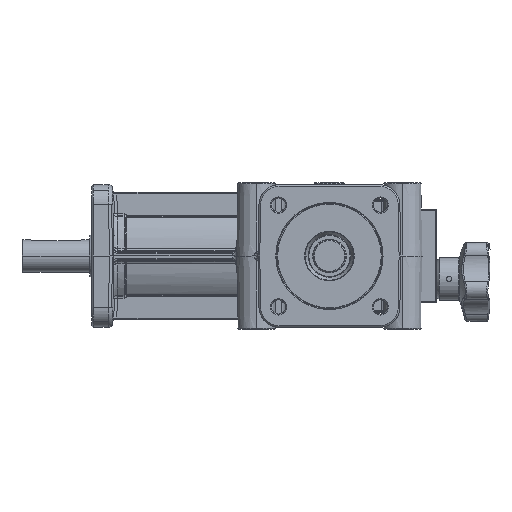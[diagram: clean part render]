
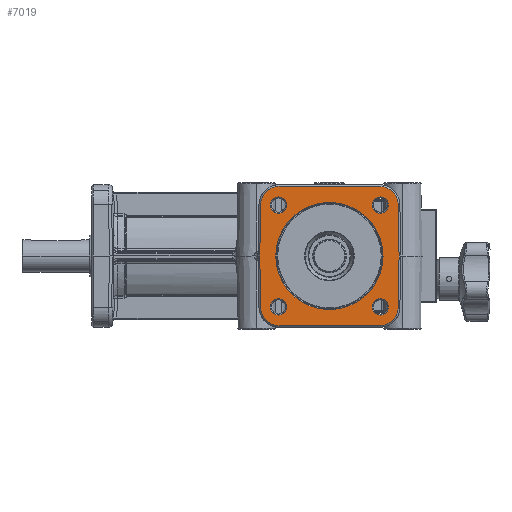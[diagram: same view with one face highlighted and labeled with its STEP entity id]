
A CAD part, left-side view. The second image highlights one B-rep face of the part: STEP entity #7019.
In plain terms, the highlighted planar face has unit normal (-1, 0, 0).
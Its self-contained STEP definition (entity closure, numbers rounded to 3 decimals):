
#7019=ADVANCED_FACE('',(#15897,#15898,#15899,#15900,#15901,#15902),#15903,.T.);
#15897=FACE_OUTER_BOUND('',#66049,.T.);
#15898=FACE_BOUND('',#66050,.T.);
#15899=FACE_BOUND('',#66051,.T.);
#15900=FACE_BOUND('',#66052,.T.);
#15901=FACE_BOUND('',#66053,.T.);
#15902=FACE_BOUND('',#66054,.T.);
#15903=PLANE('',#66055);
#66049=EDGE_LOOP('',(#182680,#182681,#182682,#182683,#182684,#182685,#182686,#182687,#182688,#182689,#182690,#182691,#182692,#182693));
#66050=EDGE_LOOP('',(#182694,#182695));
#66051=EDGE_LOOP('',(#182696,#182697));
#66052=EDGE_LOOP('',(#182698,#182699));
#66053=EDGE_LOOP('',(#182700,#182701));
#66054=EDGE_LOOP('',(#182702,#182703));
#66055=AXIS2_PLACEMENT_3D('',#182704,#182705,#182706);
#182680=ORIENTED_EDGE('',*,*,#202302,.F.);
#182681=ORIENTED_EDGE('',*,*,#202993,.F.);
#182682=ORIENTED_EDGE('',*,*,#198761,.F.);
#182683=ORIENTED_EDGE('',*,*,#202998,.F.);
#182684=ORIENTED_EDGE('',*,*,#203000,.F.);
#182685=ORIENTED_EDGE('',*,*,#198757,.F.);
#182686=ORIENTED_EDGE('',*,*,#203005,.F.);
#182687=ORIENTED_EDGE('',*,*,#203009,.F.);
#182688=ORIENTED_EDGE('',*,*,#202297,.F.);
#182689=ORIENTED_EDGE('',*,*,#199057,.F.);
#182690=ORIENTED_EDGE('',*,*,#202294,.F.);
#182691=ORIENTED_EDGE('',*,*,#202292,.F.);
#182692=ORIENTED_EDGE('',*,*,#199062,.F.);
#182693=ORIENTED_EDGE('',*,*,#202289,.F.);
#182694=ORIENTED_EDGE('',*,*,#203027,.F.);
#182695=ORIENTED_EDGE('',*,*,#198362,.F.);
#182696=ORIENTED_EDGE('',*,*,#203028,.F.);
#182697=ORIENTED_EDGE('',*,*,#198395,.F.);
#182698=ORIENTED_EDGE('',*,*,#202286,.F.);
#182699=ORIENTED_EDGE('',*,*,#199067,.F.);
#182700=ORIENTED_EDGE('',*,*,#202283,.F.);
#182701=ORIENTED_EDGE('',*,*,#199071,.F.);
#182702=ORIENTED_EDGE('',*,*,#202280,.F.);
#182703=ORIENTED_EDGE('',*,*,#199075,.F.);
#182704=CARTESIAN_POINT('',(-75.0,18.5,0.0));
#182705=DIRECTION('',(-1.0,0.0,0.0));
#182706=DIRECTION('',(0.0,0.0,1.0));
#198362=EDGE_CURVE('',#212050,#212052,#212053,.T.);
#198395=EDGE_CURVE('',#212106,#212108,#212109,.T.);
#198757=EDGE_CURVE('',#212728,#212730,#212731,.T.);
#198761=EDGE_CURVE('',#212734,#212736,#212737,.T.);
#199057=EDGE_CURVE('',#213245,#213248,#213249,.T.);
#199062=EDGE_CURVE('',#213254,#213257,#213258,.T.);
#199067=EDGE_CURVE('',#213263,#213265,#213266,.T.);
#199071=EDGE_CURVE('',#213269,#213271,#213272,.T.);
#199075=EDGE_CURVE('',#213275,#213278,#213279,.T.);
#202280=EDGE_CURVE('',#213278,#213275,#217784,.T.);
#202283=EDGE_CURVE('',#213271,#213269,#217787,.T.);
#202286=EDGE_CURVE('',#213265,#213263,#217790,.T.);
#202289=EDGE_CURVE('',#217792,#213254,#217794,.T.);
#202292=EDGE_CURVE('',#213257,#217796,#217798,.T.);
#202294=EDGE_CURVE('',#217796,#213245,#217800,.T.);
#202297=EDGE_CURVE('',#213248,#217804,#217805,.T.);
#202302=EDGE_CURVE('',#217810,#217792,#217812,.T.);
#202993=EDGE_CURVE('',#212736,#217810,#218683,.T.);
#202998=EDGE_CURVE('',#218688,#212734,#218690,.T.);
#203000=EDGE_CURVE('',#212730,#218688,#218692,.T.);
#203005=EDGE_CURVE('',#218697,#212728,#218699,.T.);
#203009=EDGE_CURVE('',#217804,#218697,#218703,.T.);
#203027=EDGE_CURVE('',#212052,#212050,#218725,.T.);
#203028=EDGE_CURVE('',#212108,#212106,#218726,.T.);
#212050=VERTEX_POINT('',#233391);
#212052=VERTEX_POINT('',#233394);
#212053=CIRCLE('',#233395,4.765);
#212106=VERTEX_POINT('',#233527);
#212108=VERTEX_POINT('',#233530);
#212109=CIRCLE('',#233531,4.765);
#212728=VERTEX_POINT('',#234662);
#212730=VERTEX_POINT('',#234665);
#212731=CIRCLE('',#234666,11.0);
#212734=VERTEX_POINT('',#234670);
#212736=VERTEX_POINT('',#234673);
#212737=CIRCLE('',#234674,11.0);
#213245=VERTEX_POINT('',#236231);
#213248=VERTEX_POINT('',#236235);
#213249=CIRCLE('',#236236,11.0);
#213254=VERTEX_POINT('',#236242);
#213257=VERTEX_POINT('',#236246);
#213258=CIRCLE('',#236247,11.0);
#213263=VERTEX_POINT('',#236253);
#213265=VERTEX_POINT('',#236256);
#213266=CIRCLE('',#236257,4.765);
#213269=VERTEX_POINT('',#236261);
#213271=VERTEX_POINT('',#236264);
#213272=CIRCLE('',#236265,4.765);
#213275=VERTEX_POINT('',#236269);
#213278=VERTEX_POINT('',#236273);
#213279=CIRCLE('',#236274,31.577);
#217784=CIRCLE('',#248492,31.577);
#217787=CIRCLE('',#248495,4.765);
#217790=CIRCLE('',#248498,4.765);
#217792=VERTEX_POINT('',#248500);
#217794=CIRCLE('',#248503,11.0);
#217796=VERTEX_POINT('',#248505);
#217798=LINE('',#248508,#248509);
#217800=CIRCLE('',#248511,11.0);
#217804=VERTEX_POINT('',#248516);
#217805=LINE('',#248517,#248518);
#217810=VERTEX_POINT('',#248525);
#217812=LINE('',#248528,#248529);
#218683=LINE('',#251691,#251692);
#218688=VERTEX_POINT('',#251698);
#218690=CIRCLE('',#251701,11.0);
#218692=LINE('',#251703,#251704);
#218697=VERTEX_POINT('',#251710);
#218699=CIRCLE('',#251713,11.0);
#218703=LINE('',#251718,#251719);
#218725=CIRCLE('',#251819,4.765);
#218726=CIRCLE('',#251820,4.765);
#233391=CARTESIAN_POINT('',(-75.0,25.235,30.0));
#233394=CARTESIAN_POINT('',(-75.0,34.765,30.0));
#233395=AXIS2_PLACEMENT_3D('',#281079,#281080,#281081);
#233527=CARTESIAN_POINT('',(-75.0,-34.765,30.0));
#233530=CARTESIAN_POINT('',(-75.0,-25.235,30.0));
#233531=AXIS2_PLACEMENT_3D('',#281118,#281119,#281120);
#234662=CARTESIAN_POINT('',(-75.0,37.185,37.846));
#234665=CARTESIAN_POINT('',(-75.0,29.475,41.0));
#234666=AXIS2_PLACEMENT_3D('',#281659,#281660,#281661);
#234670=CARTESIAN_POINT('',(-75.0,-37.185,37.846));
#234673=CARTESIAN_POINT('',(-75.0,-40.473,30.192));
#234674=AXIS2_PLACEMENT_3D('',#281664,#281665,#281666);
#236231=CARTESIAN_POINT('',(-75.0,37.185,-37.846));
#236235=CARTESIAN_POINT('',(-75.0,40.473,-30.192));
#236236=AXIS2_PLACEMENT_3D('',#282021,#282022,#282023);
#236242=CARTESIAN_POINT('',(-75.0,-37.185,-37.846));
#236246=CARTESIAN_POINT('',(-75.0,-29.475,-41.0));
#236247=AXIS2_PLACEMENT_3D('',#282029,#282030,#282031);
#236253=CARTESIAN_POINT('',(-75.0,25.235,-30.0));
#236256=CARTESIAN_POINT('',(-75.0,34.765,-30.0));
#236257=AXIS2_PLACEMENT_3D('',#282037,#282038,#282039);
#236261=CARTESIAN_POINT('',(-75.0,-34.765,-30.0));
#236264=CARTESIAN_POINT('',(-75.0,-25.235,-30.0));
#236265=AXIS2_PLACEMENT_3D('',#282042,#282043,#282044);
#236269=CARTESIAN_POINT('',(-75.0,31.577,0.));
#236273=CARTESIAN_POINT('',(-75.0,-31.577,0.));
#236274=AXIS2_PLACEMENT_3D('',#282047,#282048,#282049);
#248492=AXIS2_PLACEMENT_3D('',#285954,#285955,#285956);
#248495=AXIS2_PLACEMENT_3D('',#285960,#285961,#285962);
#248498=AXIS2_PLACEMENT_3D('',#285966,#285967,#285968);
#248500=CARTESIAN_POINT('',(-75.0,-40.473,-30.192));
#248503=AXIS2_PLACEMENT_3D('',#285970,#285971,#285972);
#248505=CARTESIAN_POINT('',(-75.0,29.475,-41.0));
#248508=CARTESIAN_POINT('',(-75.0,-29.475,-41.0));
#248509=VECTOR('',#285974,58.949);
#248511=AXIS2_PLACEMENT_3D('',#285975,#285976,#285977);
#248516=CARTESIAN_POINT('',(-75.0,41.,0.));
#248517=CARTESIAN_POINT('',(-75.0,40.473,-30.192));
#248518=VECTOR('',#285979,30.197);
#248525=CARTESIAN_POINT('',(-75.0,-41.,0.));
#248528=CARTESIAN_POINT('',(-75.0,-41.,0.));
#248529=VECTOR('',#285983,30.197);
#251691=CARTESIAN_POINT('',(-75.0,-40.473,30.192));
#251692=VECTOR('',#286563,30.197);
#251698=CARTESIAN_POINT('',(-75.0,-29.475,41.0));
#251701=AXIS2_PLACEMENT_3D('',#286569,#286570,#286571);
#251703=CARTESIAN_POINT('',(-75.0,29.475,41.0));
#251704=VECTOR('',#286572,58.949);
#251710=CARTESIAN_POINT('',(-75.0,40.473,30.192));
#251713=AXIS2_PLACEMENT_3D('',#286578,#286579,#286580);
#251718=CARTESIAN_POINT('',(-75.0,41.,0.));
#251719=VECTOR('',#286582,30.197);
#251819=AXIS2_PLACEMENT_3D('',#286596,#286597,#286598);
#251820=AXIS2_PLACEMENT_3D('',#286599,#286600,#286601);
#281079=CARTESIAN_POINT('',(-75.0,30.0,30.0));
#281080=DIRECTION('',(-1.0,0.0,0.0));
#281081=DIRECTION('',(0.0,-1.0,0.0));
#281118=CARTESIAN_POINT('',(-75.0,-30.0,30.0));
#281119=DIRECTION('',(-1.0,0.0,0.0));
#281120=DIRECTION('',(0.0,-1.0,0.0));
#281659=CARTESIAN_POINT('',(-75.0,29.475,30.0));
#281660=DIRECTION('',(1.0,0.0,-0.0));
#281661=DIRECTION('',(0.0,0.701,0.713));
#281664=CARTESIAN_POINT('',(-75.0,-29.475,30.0));
#281665=DIRECTION('',(1.0,0.0,0.0));
#281666=DIRECTION('',(0.0,-0.701,0.713));
#282021=CARTESIAN_POINT('',(-75.0,29.475,-30.0));
#282022=DIRECTION('',(1.0,0.0,0.0));
#282023=DIRECTION('',(0.0,0.701,-0.713));
#282029=CARTESIAN_POINT('',(-75.0,-29.475,-30.0));
#282030=DIRECTION('',(1.0,0.0,0.0));
#282031=DIRECTION('',(0.0,-0.701,-0.713));
#282037=CARTESIAN_POINT('',(-75.0,30.0,-30.0));
#282038=DIRECTION('',(-1.0,0.0,0.0));
#282039=DIRECTION('',(0.0,-1.0,0.0));
#282042=CARTESIAN_POINT('',(-75.0,-30.0,-30.0));
#282043=DIRECTION('',(-1.0,0.0,0.0));
#282044=DIRECTION('',(0.0,-1.0,0.0));
#282047=CARTESIAN_POINT('',(-75.0,0.0,0.0));
#282048=DIRECTION('',(-1.0,0.0,0.0));
#282049=DIRECTION('',(0.0,1.0,0.0));
#285954=CARTESIAN_POINT('',(-75.0,0.0,0.0));
#285955=DIRECTION('',(-1.0,0.0,0.0));
#285956=DIRECTION('',(0.0,1.0,0.0));
#285960=CARTESIAN_POINT('',(-75.0,-30.0,-30.0));
#285961=DIRECTION('',(-1.0,0.0,0.0));
#285962=DIRECTION('',(0.0,-1.0,0.0));
#285966=CARTESIAN_POINT('',(-75.0,30.0,-30.0));
#285967=DIRECTION('',(-1.0,0.0,0.0));
#285968=DIRECTION('',(0.0,-1.0,0.0));
#285970=CARTESIAN_POINT('',(-75.0,-29.475,-30.0));
#285971=DIRECTION('',(1.0,0.0,0.0));
#285972=DIRECTION('',(0.0,-0.701,-0.713));
#285974=DIRECTION('',(0.0,1.0,0.0));
#285975=CARTESIAN_POINT('',(-75.0,29.475,-30.0));
#285976=DIRECTION('',(1.0,0.0,0.0));
#285977=DIRECTION('',(0.0,0.701,-0.713));
#285979=DIRECTION('',(0.0,0.017,1.));
#285983=DIRECTION('',(0.0,0.017,-1.));
#286563=DIRECTION('',(0.0,-0.017,-1.));
#286569=CARTESIAN_POINT('',(-75.0,-29.475,30.0));
#286570=DIRECTION('',(1.0,0.0,0.0));
#286571=DIRECTION('',(0.0,-0.701,0.713));
#286572=DIRECTION('',(0.0,-1.0,0.0));
#286578=CARTESIAN_POINT('',(-75.0,29.475,30.0));
#286579=DIRECTION('',(1.0,0.0,-0.0));
#286580=DIRECTION('',(0.0,0.701,0.713));
#286582=DIRECTION('',(0.0,-0.017,1.));
#286596=CARTESIAN_POINT('',(-75.0,30.0,30.0));
#286597=DIRECTION('',(-1.0,0.0,0.0));
#286598=DIRECTION('',(0.0,-1.0,0.0));
#286599=CARTESIAN_POINT('',(-75.0,-30.0,30.0));
#286600=DIRECTION('',(-1.0,0.0,0.0));
#286601=DIRECTION('',(0.0,-1.0,0.0));
